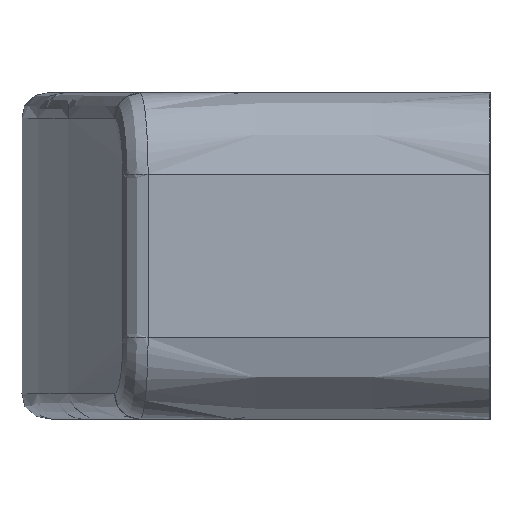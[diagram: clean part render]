
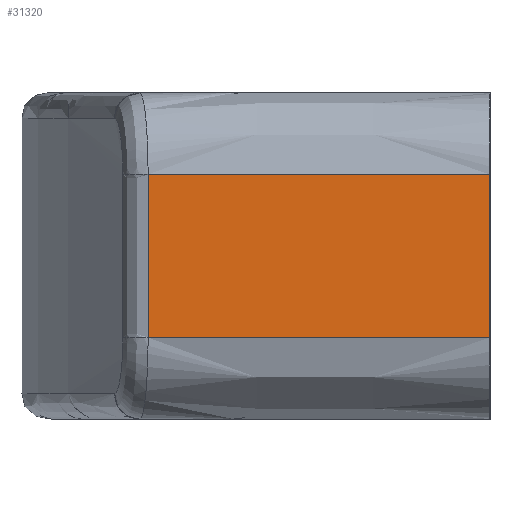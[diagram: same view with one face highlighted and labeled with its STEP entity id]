
A CAD part, left-side view. The second image highlights one B-rep face of the part: STEP entity #31320.
In plain terms, the highlighted planar face has unit normal (-1, 0, 0).
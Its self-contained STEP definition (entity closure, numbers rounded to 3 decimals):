
#3260=CARTESIAN_POINT('',(-68.,0.,4.));
#3270=VERTEX_POINT('',#3260);
#3300=CARTESIAN_POINT('',(-68.,0.,4.));
#3310=DIRECTION('',(0.,1.,0.));
#3320=VECTOR('',#3310,1.);
#3330=LINE('',#3300,#3320);
#3340=CARTESIAN_POINT('',(-68.,16.78,4.));
#3350=VERTEX_POINT('',#3340);
#3360=EDGE_CURVE('',#3270,#3350,#3330,.T.);
#25260=CARTESIAN_POINT('',(-68.,0.,-4.));
#25270=VERTEX_POINT('',#25260);
#25300=CARTESIAN_POINT('',(-68.,0.,0.));
#25310=DIRECTION('',(0.,0.,1.));
#25320=VECTOR('',#25310,1.);
#25330=LINE('',#25300,#25320);
#25340=EDGE_CURVE('',#25270,#3270,#25330,.T.);
#31040=CARTESIAN_POINT('',(-68.,0.,0.));
#31050=DIRECTION('',(-1.,0.,0.));
#31060=DIRECTION('',(0.,1.,0.));
#31070=AXIS2_PLACEMENT_3D('',#31040,#31050,#31060);
#31080=PLANE('',#31070);
#31090=ORIENTED_EDGE('',*,*,#3360,.T.);
#31100=ORIENTED_EDGE('',*,*,#25340,.T.);
#31110=CARTESIAN_POINT('',(-68.,0.,-4.));
#31120=DIRECTION('',(0.,1.,0.));
#31130=VECTOR('',#31120,1.);
#31140=LINE('',#31110,#31130);
#31150=CARTESIAN_POINT('',(-68.,16.78,-4.));
#31160=VERTEX_POINT('',#31150);
#31170=EDGE_CURVE('',#25270,#31160,#31140,.T.);
#31180=ORIENTED_EDGE('',*,*,#31170,.F.);
#31190=CARTESIAN_POINT('',(-68.,16.78,4.));
#31200=CARTESIAN_POINT('',(-68.,16.78,3.946));
#31210=CARTESIAN_POINT('',(-68.,16.78,3.891));
#31220=CARTESIAN_POINT('',(-68.,16.78,1.279));
#31230=CARTESIAN_POINT('',(-68.,16.78,-1.279));
#31240=CARTESIAN_POINT('',(-68.,16.78,-3.891));
#31250=CARTESIAN_POINT('',(-68.,16.78,-3.946));
#31260=CARTESIAN_POINT('',(-68.,16.78,-4.));
#31270=B_SPLINE_CURVE_WITH_KNOTS('',3,(#31190,#31200,#31210,#31220,
#31230,#31240,#31250,#31260),.UNSPECIFIED.,.F.,.F.,(4,2,2,4),(0.,
0.163,7.837,8.),.UNSPECIFIED.);
#31280=EDGE_CURVE('',#3350,#31160,#31270,.T.);
#31290=ORIENTED_EDGE('',*,*,#31280,.T.);
#31300=EDGE_LOOP('',(#31290,#31180,#31100,#31090));
#31310=FACE_OUTER_BOUND('',#31300,.T.);
#31320=ADVANCED_FACE('',(#31310),#31080,.T.);
